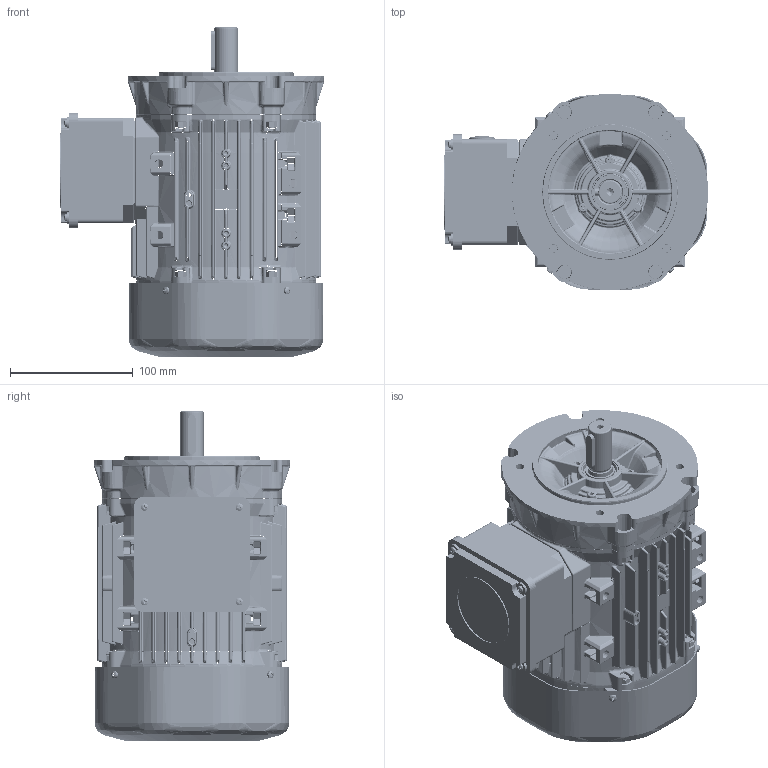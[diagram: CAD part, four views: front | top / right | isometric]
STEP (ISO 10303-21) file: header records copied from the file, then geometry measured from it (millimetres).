
FILE_DESCRIPTION(/* description */ (''),/* implementation_level */ '2;1');
FILE_NAME(/* name */ '_QH series_ 80_B14b_stp.stp',/* time_stamp */ '2024-08-01T14:41:21+03:00',/* author */ (''),/* organization */ (''),/* preprocessor_version */ 'ST-DEVELOPER v18.102',/* originating_system */ 'SIEMENS PLM Software NX2206.8101',/* authorisation */ '');
FILE_SCHEMA (('AUTOMOTIVE_DESIGN { 1 0 10303 214 3 1 1 1 }'));
Products named in the file (1): _QH series_ 80_B14b_stp_objects
Bounding box: 215.49 x 159.99 x 268 mm (x, y, z)
Surface area: 314851.4 mm2 (no closed solid volume)
Topology: 0 solids, 100 shells, 5417 faces, 16640 edges, 10439 vertices
Faces by surface type: cylinder 2149, plane 1102, torus 970, bspline 502, sphere 355, cone 339
Full cylindrical faces by diameter (mm): 4.6 x3, 5 x1, 8 x1, 19 x1, 19.2 x1, 19.55 x1, 20 x1, 20.2 x1, 57 x1, 61 x1, 110 x1
Entity records: 199693 total; most frequent: CARTESIAN_POINT 70160, ORIENTED_EDGE 26011, DIRECTION 23813, EDGE_CURVE 16279, VERTEX_POINT 10379, AXIS2_PLACEMENT_3D 9519, B_SPLINE_CURVE_WITH_KNOTS 6560, EDGE_LOOP 5732
